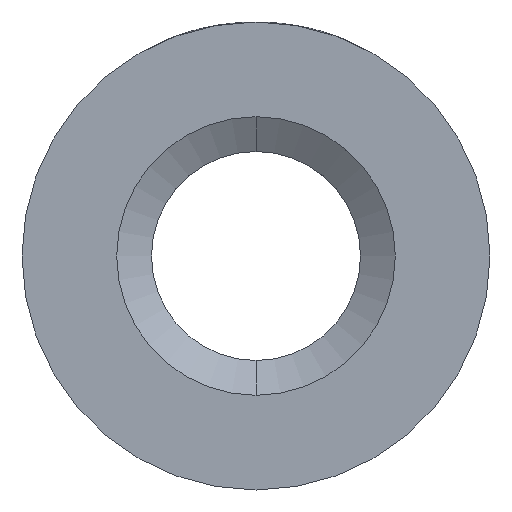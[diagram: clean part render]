
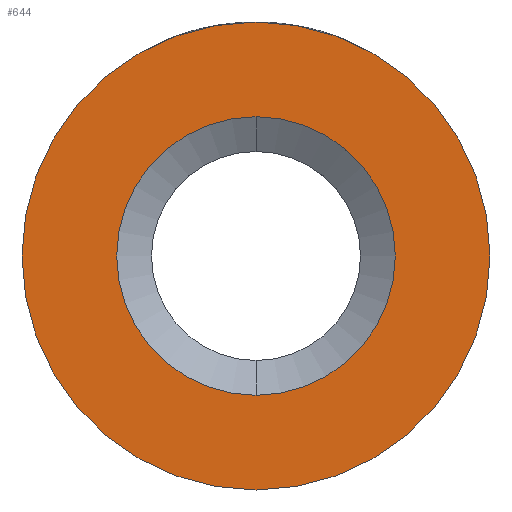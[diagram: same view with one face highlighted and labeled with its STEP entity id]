
A CAD part, front view. The second image highlights one B-rep face of the part: STEP entity #644.
In plain terms, the highlighted planar face has unit normal (0, -1, 0).
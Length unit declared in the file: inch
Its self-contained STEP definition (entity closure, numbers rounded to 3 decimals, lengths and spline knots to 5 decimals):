
#27 = FACE_OUTER_BOUND ( 'NONE', #161, .T. ) ;
#88 = EDGE_CURVE ( 'NONE', #587, #483, #507, .T. ) ;
#105 = EDGE_CURVE ( 'NONE', #483, #587, #524, .T. ) ;
#131 = ORIENTED_EDGE ( 'NONE', *, *, #141, .F. ) ;
#137 = CIRCLE ( 'NONE', #317, 0.125 ) ;
#141 = EDGE_CURVE ( 'NONE', #578, #275, #737, .T. ) ;
#161 = EDGE_LOOP ( 'NONE', ( #205, #421 ) ) ;
#164 = ORIENTED_EDGE ( 'NONE', *, *, #581, .F. ) ;
#170 = FACE_BOUND ( 'NONE', #307, .T. ) ;
#205 = ORIENTED_EDGE ( 'NONE', *, *, #105, .F. ) ;
#210 = CARTESIAN_POINT ( 'NONE',  ( 0., 0., -0.21 ) ) ;
#219 = AXIS2_PLACEMENT_3D ( 'NONE', #260, #256, #251 ) ;
#239 = DIRECTION ( 'NONE',  ( 0., 0., 1. ) ) ;
#251 = DIRECTION ( 'NONE',  ( 0., 0., -1. ) ) ;
#255 = PLANE ( 'NONE',  #572 ) ;
#256 = DIRECTION ( 'NONE',  ( 0., -1., 0. ) ) ;
#260 = CARTESIAN_POINT ( 'NONE',  ( 0., 0., 0. ) ) ;
#275 = VERTEX_POINT ( 'NONE', #667 ) ;
#291 = AXIS2_PLACEMENT_3D ( 'NONE', #546, #542, #538 ) ;
#296 = CARTESIAN_POINT ( 'NONE',  ( 0., 0., 0. ) ) ;
#307 = EDGE_LOOP ( 'NONE', ( #131, #164 ) ) ;
#317 = AXIS2_PLACEMENT_3D ( 'NONE', #561, #558, #554 ) ;
#343 = AXIS2_PLACEMENT_3D ( 'NONE', #475, #472, #469 ) ;
#360 = DIRECTION ( 'NONE',  ( 0., 1., 0. ) ) ;
#421 = ORIENTED_EDGE ( 'NONE', *, *, #88, .F. ) ;
#469 = DIRECTION ( 'NONE',  ( 0., 0., 1. ) ) ;
#472 = DIRECTION ( 'NONE',  ( 0., 1., 0. ) ) ;
#475 = CARTESIAN_POINT ( 'NONE',  ( 0., 0., 0. ) ) ;
#483 = VERTEX_POINT ( 'NONE', #210 ) ;
#507 = CIRCLE ( 'NONE', #291, 0.21 ) ;
#524 = CIRCLE ( 'NONE', #343, 0.21 ) ;
#538 = DIRECTION ( 'NONE',  ( 0., 0., 1. ) ) ;
#542 = DIRECTION ( 'NONE',  ( 0., 1., 0. ) ) ;
#546 = CARTESIAN_POINT ( 'NONE',  ( 0., 0., 0. ) ) ;
#554 = DIRECTION ( 'NONE',  ( 0., 0., -1. ) ) ;
#558 = DIRECTION ( 'NONE',  ( 0., -1., 0. ) ) ;
#561 = CARTESIAN_POINT ( 'NONE',  ( 0., 0., 0. ) ) ;
#572 = AXIS2_PLACEMENT_3D ( 'NONE', #296, #360, #239 ) ;
#578 = VERTEX_POINT ( 'NONE', #650 ) ;
#581 = EDGE_CURVE ( 'NONE', #275, #578, #137, .T. ) ;
#587 = VERTEX_POINT ( 'NONE', #599 ) ;
#599 = CARTESIAN_POINT ( 'NONE',  ( 0., 0., 0.21 ) ) ;
#644 = ADVANCED_FACE ( 'NONE', ( #170, #27 ), #255, .F. ) ;
#650 = CARTESIAN_POINT ( 'NONE',  ( 0., 0., -0.125 ) ) ;
#667 = CARTESIAN_POINT ( 'NONE',  ( 0., 0., 0.125 ) ) ;
#737 = CIRCLE ( 'NONE', #219, 0.125 ) ;
